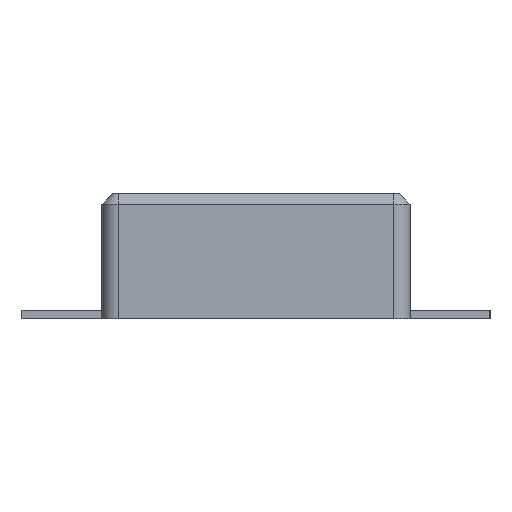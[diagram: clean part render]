
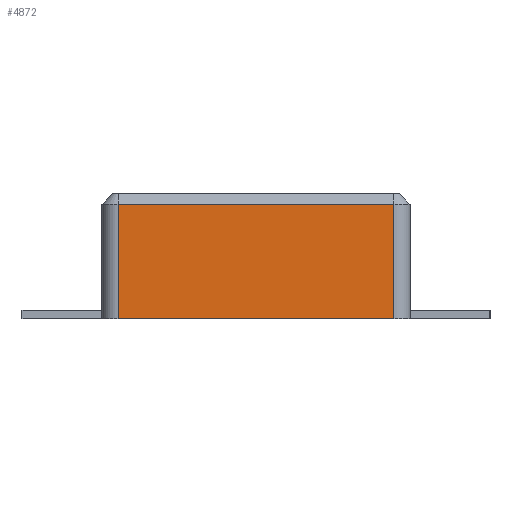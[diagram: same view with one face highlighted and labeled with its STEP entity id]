
A CAD part, left-side view. The second image highlights one B-rep face of the part: STEP entity #4872.
In plain terms, the highlighted planar face has unit normal (-1, 0, 0).
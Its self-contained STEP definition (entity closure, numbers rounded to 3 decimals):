
#3355 = VERTEX_POINT('',#3356);
#3356 = CARTESIAN_POINT('',(-5.725,1.265,0.));
#3363 = EDGE_CURVE('',#3355,#3364,#3366,.T.);
#3364 = VERTEX_POINT('',#3365);
#3365 = CARTESIAN_POINT('',(-5.725,1.265,1.05));
#3366 = LINE('',#3367,#3368);
#3367 = CARTESIAN_POINT('',(-5.725,1.265,0.));
#3368 = VECTOR('',#3369,1.);
#3369 = DIRECTION('',(0.,0.,1.));
#3389 = VERTEX_POINT('',#3390);
#3390 = CARTESIAN_POINT('',(-5.725,-1.265,0.));
#3397 = EDGE_CURVE('',#3355,#3389,#3398,.T.);
#3398 = LINE('',#3399,#3400);
#3399 = CARTESIAN_POINT('',(-5.725,1.415,0.));
#3400 = VECTOR('',#3401,1.);
#3401 = DIRECTION('',(0.,-1.,0.));
#4872 = ADVANCED_FACE('',(#4873),#4891,.F.);
#4873 = FACE_BOUND('',#4874,.F.);
#4874 = EDGE_LOOP('',(#4875,#4876,#4884,#4890));
#4875 = ORIENTED_EDGE('',*,*,#3363,.T.);
#4876 = ORIENTED_EDGE('',*,*,#4877,.T.);
#4877 = EDGE_CURVE('',#3364,#4878,#4880,.T.);
#4878 = VERTEX_POINT('',#4879);
#4879 = CARTESIAN_POINT('',(-5.725,-1.265,1.05));
#4880 = LINE('',#4881,#4882);
#4881 = CARTESIAN_POINT('',(-5.725,1.265,1.05));
#4882 = VECTOR('',#4883,1.);
#4883 = DIRECTION('',(0.,-1.,0.));
#4884 = ORIENTED_EDGE('',*,*,#4885,.F.);
#4885 = EDGE_CURVE('',#3389,#4878,#4886,.T.);
#4886 = LINE('',#4887,#4888);
#4887 = CARTESIAN_POINT('',(-5.725,-1.265,0.));
#4888 = VECTOR('',#4889,1.);
#4889 = DIRECTION('',(0.,0.,1.));
#4890 = ORIENTED_EDGE('',*,*,#3397,.F.);
#4891 = PLANE('',#4892);
#4892 = AXIS2_PLACEMENT_3D('',#4893,#4894,#4895);
#4893 = CARTESIAN_POINT('',(-5.725,1.415,0.));
#4894 = DIRECTION('',(1.,0.,0.));
#4895 = DIRECTION('',(0.,-1.,0.));
